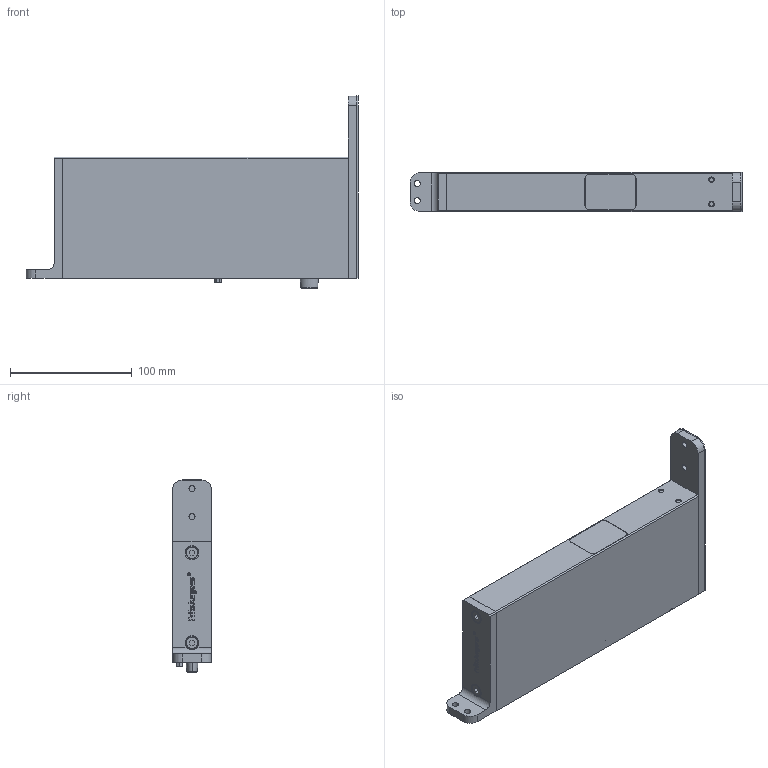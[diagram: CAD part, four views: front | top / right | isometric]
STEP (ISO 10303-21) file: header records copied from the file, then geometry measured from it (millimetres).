
FILE_DESCRIPTION (( 'STEP AP214' ), '1' );
FILE_NAME ('000563-A-Assembly System M32 with coverplate.STEP', '2022-02-21T14:11:32', ( '' ), ( '' ), 'SwSTEP 2.0', 'SolidWorks 2021', '' );
FILE_SCHEMA (( 'AUTOMOTIVE_DESIGN' ));
Length unit declared in the file: millimetre
Products named in the file (1): 000563-A-Assembly System M32 with coverplate
Bounding box: 272.7 x 32 x 157.8 mm (x, y, z)
Surface area: 91169.1 mm2 (no closed solid volume)
Topology: 0 solids, 35 shells, 297 faces, 1553 edges, 1264 vertices
Faces by surface type: plane 146, cylinder 87, cone 30, torus 20, bspline 14
Entity records: 21661 total; most frequent: CARTESIAN_POINT 6074, DIRECTION 2822, ORIENTED_EDGE 2045, EDGE_CURVE 1553, VERTEX_POINT 1264, AXIS2_PLACEMENT_3D 1041, CIRCLE 757, VECTOR 740
